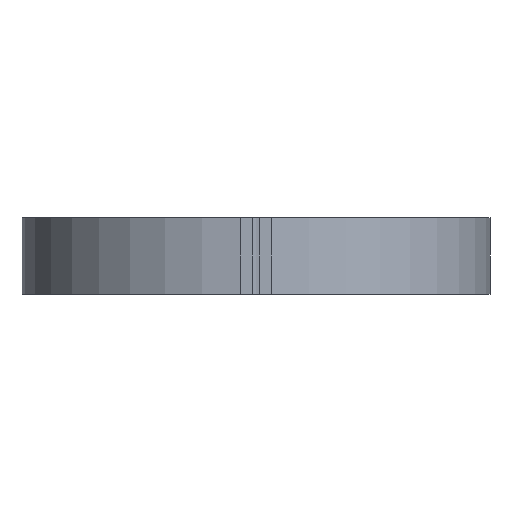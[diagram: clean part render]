
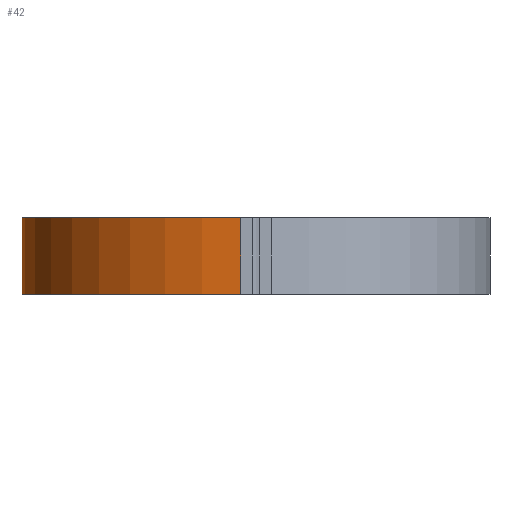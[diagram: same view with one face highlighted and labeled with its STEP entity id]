
A CAD part, front view. The second image highlights one B-rep face of the part: STEP entity #42.
In plain terms, the highlighted cylindrical face has radius 30.7 mm (diameter 61.4 mm), a partial arc.
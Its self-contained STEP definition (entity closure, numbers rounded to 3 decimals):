
#27 = ORIENTED_EDGE ( 'NONE', *, *, #382, .T. ) ;
#42 = ADVANCED_FACE ( 'NONE', ( #1063 ), #313, .T. ) ;
#77 = ORIENTED_EDGE ( 'NONE', *, *, #196, .F. ) ;
#90 = EDGE_CURVE ( 'NONE', #973, #274, #1085, .T. ) ;
#114 = DIRECTION ( 'NONE',  ( 1., 0., 0. ) ) ;
#141 = DIRECTION ( 'NONE',  ( 0., 0., -1. ) ) ;
#145 = DIRECTION ( 'NONE',  ( 0., 0., -1. ) ) ;
#196 = EDGE_CURVE ( 'NONE', #873, #553, #830, .T. ) ;
#227 = CARTESIAN_POINT ( 'NONE',  ( 0., 0., 10. ) ) ;
#274 = VERTEX_POINT ( 'NONE', #782 ) ;
#313 = CYLINDRICAL_SURFACE ( 'NONE', #1087, 30.7 ) ;
#330 = AXIS2_PLACEMENT_3D ( 'NONE', #227, #903, #564 ) ;
#382 = EDGE_CURVE ( 'NONE', #274, #553, #724, .T. ) ;
#411 = CARTESIAN_POINT ( 'NONE',  ( -30.7, 0., 10. ) ) ;
#441 = AXIS2_PLACEMENT_3D ( 'NONE', #802, #542, #114 ) ;
#542 = DIRECTION ( 'NONE',  ( 0., 0., 1. ) ) ;
#543 = EDGE_CURVE ( 'NONE', #973, #873, #615, .T. ) ;
#553 = VERTEX_POINT ( 'NONE', #574 ) ;
#564 = DIRECTION ( 'NONE',  ( 1., 0., 0. ) ) ;
#568 = CARTESIAN_POINT ( 'NONE',  ( 0., 0., 10. ) ) ;
#574 = CARTESIAN_POINT ( 'NONE',  ( -2., -30.635, 0. ) ) ;
#593 = DIRECTION ( 'NONE',  ( 0., 0., -1. ) ) ;
#614 = VECTOR ( 'NONE', #145, 1000. ) ;
#615 = CIRCLE ( 'NONE', #330, 30.7 ) ;
#628 = CARTESIAN_POINT ( 'NONE',  ( -2., -30.635, 10. ) ) ;
#631 = ORIENTED_EDGE ( 'NONE', *, *, #543, .F. ) ;
#654 = DIRECTION ( 'NONE',  ( -1., 0., 0. ) ) ;
#697 = ORIENTED_EDGE ( 'NONE', *, *, #90, .T. ) ;
#724 = CIRCLE ( 'NONE', #441, 30.7 ) ;
#782 = CARTESIAN_POINT ( 'NONE',  ( -30.7, 0., 0. ) ) ;
#802 = CARTESIAN_POINT ( 'NONE',  ( 0., 0., 0. ) ) ;
#830 = LINE ( 'NONE', #904, #614 ) ;
#873 = VERTEX_POINT ( 'NONE', #628 ) ;
#887 = CARTESIAN_POINT ( 'NONE',  ( -30.7, 0., 10. ) ) ;
#903 = DIRECTION ( 'NONE',  ( 0., 0., 1. ) ) ;
#904 = CARTESIAN_POINT ( 'NONE',  ( -2., -30.635, 10. ) ) ;
#970 = VECTOR ( 'NONE', #593, 1000. ) ;
#973 = VERTEX_POINT ( 'NONE', #887 ) ;
#1063 = FACE_OUTER_BOUND ( 'NONE', #1070, .T. ) ;
#1070 = EDGE_LOOP ( 'NONE', ( #631, #697, #27, #77 ) ) ;
#1085 = LINE ( 'NONE', #411, #970 ) ;
#1087 = AXIS2_PLACEMENT_3D ( 'NONE', #568, #141, #654 ) ;
